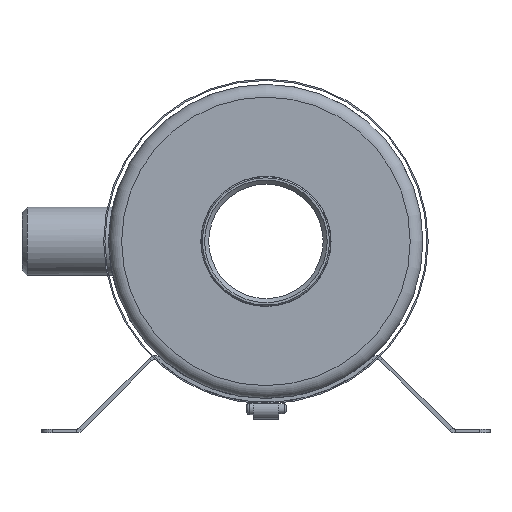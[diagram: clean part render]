
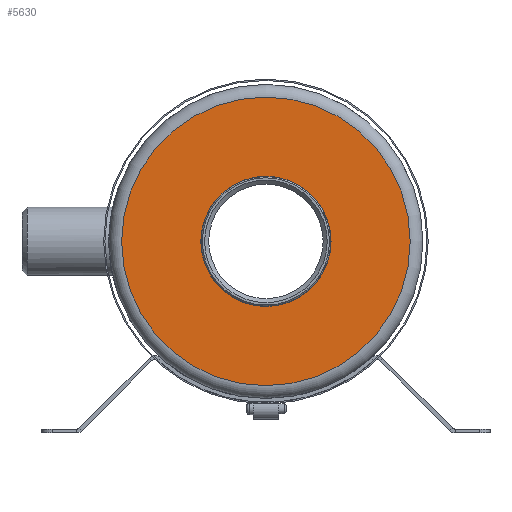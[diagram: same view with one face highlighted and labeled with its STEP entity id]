
A CAD part, left-side view. The second image highlights one B-rep face of the part: STEP entity #5630.
In plain terms, the highlighted planar face has unit normal (-1, 0, 0).
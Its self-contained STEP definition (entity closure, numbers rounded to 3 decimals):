
#70 = CIRCLE ( 'NONE', #866, 56.5 ) ;
#296 = DIRECTION ( 'NONE',  ( 0., 0., -1. ) ) ;
#356 = EDGE_CURVE ( 'NONE', #1104, #1104, #1095, .T. ) ;
#389 = FACE_BOUND ( 'NONE', #1249, .T. ) ;
#820 = PLANE ( 'NONE',  #3986 ) ;
#866 = AXIS2_PLACEMENT_3D ( 'NONE', #4457, #4119, #1661 ) ;
#1095 = CIRCLE ( 'NONE', #5811, 25.5 ) ;
#1104 = VERTEX_POINT ( 'NONE', #4458 ) ;
#1249 = EDGE_LOOP ( 'NONE', ( #1711 ) ) ;
#1386 = CARTESIAN_POINT ( 'NONE',  ( -131.105, -56.312, 0. ) ) ;
#1661 = DIRECTION ( 'NONE',  ( 0., 0., -1. ) ) ;
#1711 = ORIENTED_EDGE ( 'NONE', *, *, #356, .F. ) ;
#2290 = DIRECTION ( 'NONE',  ( 0., 0., -1. ) ) ;
#2632 = VERTEX_POINT ( 'NONE', #2719 ) ;
#2719 = CARTESIAN_POINT ( 'NONE',  ( -131.105, 0.188, -56.5 ) ) ;
#2879 = CARTESIAN_POINT ( 'NONE',  ( -131.105, 0.188, 0. ) ) ;
#3026 = EDGE_LOOP ( 'NONE', ( #3743 ) ) ;
#3647 = EDGE_CURVE ( 'NONE', #2632, #2632, #70, .T. ) ;
#3743 = ORIENTED_EDGE ( 'NONE', *, *, #3647, .T. ) ;
#3986 = AXIS2_PLACEMENT_3D ( 'NONE', #1386, #5569, #296 ) ;
#4119 = DIRECTION ( 'NONE',  ( -1., 0., 0. ) ) ;
#4332 = DIRECTION ( 'NONE',  ( -1., 0., 0. ) ) ;
#4457 = CARTESIAN_POINT ( 'NONE',  ( -131.105, 0.188, 0. ) ) ;
#4458 = CARTESIAN_POINT ( 'NONE',  ( -131.105, 0.188, -25.5 ) ) ;
#5118 = FACE_OUTER_BOUND ( 'NONE', #3026, .T. ) ;
#5569 = DIRECTION ( 'NONE',  ( -1., 0., 0. ) ) ;
#5630 = ADVANCED_FACE ( 'NONE', ( #5118, #389 ), #820, .T. ) ;
#5811 = AXIS2_PLACEMENT_3D ( 'NONE', #2879, #4332, #2290 ) ;
